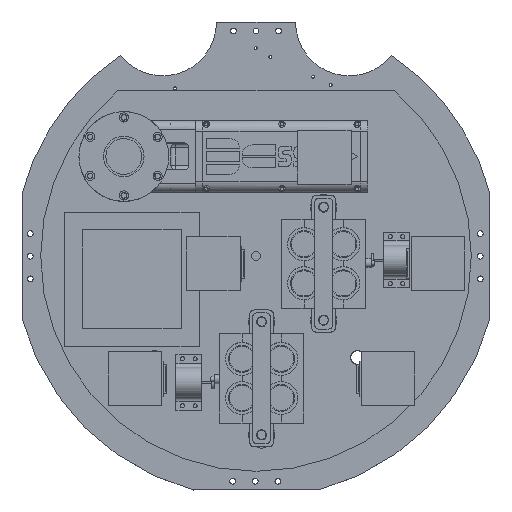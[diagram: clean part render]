
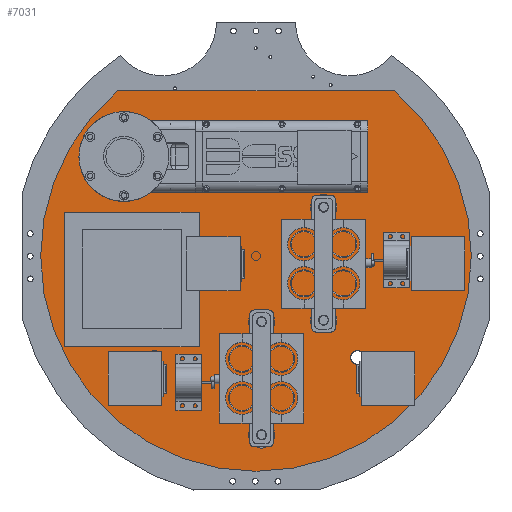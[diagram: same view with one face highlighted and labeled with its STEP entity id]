
A CAD part, top view. The second image highlights one B-rep face of the part: STEP entity #7031.
In plain terms, the highlighted planar face has unit normal (0, 0, 1).
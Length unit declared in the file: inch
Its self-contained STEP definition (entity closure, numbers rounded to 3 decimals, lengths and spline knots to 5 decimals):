
#3347=PLANE('',#20390);
#4608=LINE('',#28062,#5800);
#5800=VECTOR('',#22672,1.);
#7031=ADVANCED_FACE('',(#8662,#8663,#8664,#8665,#8666),#3347,.T.);
#8662=FACE_BOUND('',#9535,.T.);
#8663=FACE_BOUND('',#9536,.T.);
#8664=FACE_BOUND('',#9537,.T.);
#8665=FACE_BOUND('',#9538,.T.);
#8666=FACE_BOUND('',#9539,.T.);
#9535=EDGE_LOOP('',(#11201));
#9536=EDGE_LOOP('',(#11202));
#9537=EDGE_LOOP('',(#11203));
#9538=EDGE_LOOP('',(#11204));
#9539=EDGE_LOOP('',(#11205,#11206));
#11201=ORIENTED_EDGE('',*,*,#17111,.F.);
#11202=ORIENTED_EDGE('',*,*,#17112,.F.);
#11203=ORIENTED_EDGE('',*,*,#17113,.F.);
#11204=ORIENTED_EDGE('',*,*,#17114,.F.);
#11205=ORIENTED_EDGE('',*,*,#17110,.T.);
#11206=ORIENTED_EDGE('',*,*,#17107,.T.);
#15563=VERTEX_POINT('',#28056);
#15564=VERTEX_POINT('',#28058);
#15565=VERTEX_POINT('',#28065);
#15566=VERTEX_POINT('',#28067);
#15567=VERTEX_POINT('',#28069);
#15568=VERTEX_POINT('',#28071);
#17107=EDGE_CURVE('',#15564,#15563,#19326,.T.);
#17110=EDGE_CURVE('',#15563,#15564,#4608,.T.);
#17111=EDGE_CURVE('',#15565,#15565,#19327,.T.);
#17112=EDGE_CURVE('',#15566,#15566,#19328,.T.);
#17113=EDGE_CURVE('',#15567,#15567,#19329,.T.);
#17114=EDGE_CURVE('',#15568,#15568,#19330,.T.);
#19326=CIRCLE('',#20383,6.);
#19327=CIRCLE('',#20386,0.193);
#19328=CIRCLE('',#20387,0.193);
#19329=CIRCLE('',#20388,0.193);
#19330=CIRCLE('',#20389,0.193);
#20383=AXIS2_PLACEMENT_3D('',#28057,#22666,#22667);
#20386=AXIS2_PLACEMENT_3D('',#28064,#22675,#22676);
#20387=AXIS2_PLACEMENT_3D('',#28066,#22677,#22678);
#20388=AXIS2_PLACEMENT_3D('',#28068,#22679,#22680);
#20389=AXIS2_PLACEMENT_3D('',#28070,#22681,#22682);
#20390=AXIS2_PLACEMENT_3D('',#28072,#22683,#22684);
#22666=DIRECTION('',(0.,0.,1.));
#22667=DIRECTION('',(1.,0.,0.));
#22672=DIRECTION('',(-0.707,-0.707,0.));
#22675=DIRECTION('',(0.,0.,1.));
#22676=DIRECTION('',(1.,0.,0.));
#22677=DIRECTION('',(0.,0.,1.));
#22678=DIRECTION('',(1.,0.,0.));
#22679=DIRECTION('',(0.,0.,1.));
#22680=DIRECTION('',(1.,0.,0.));
#22681=DIRECTION('',(0.,0.,1.));
#22682=DIRECTION('',(1.,0.,0.));
#22683=DIRECTION('',(0.,0.,1.));
#22684=DIRECTION('',(1.,0.,0.));
#28056=CARTESIAN_POINT('',(-0.52872,5.97666,0.25));
#28057=CARTESIAN_POINT('',(0.,0.,0.25));
#28058=CARTESIAN_POINT('',(-5.97666,0.52872,0.25));
#28062=CARTESIAN_POINT('',(-3.25269,3.25269,0.25));
#28064=CARTESIAN_POINT('',(4.,0.,0.25));
#28065=CARTESIAN_POINT('',(4.193,0.,0.25));
#28066=CARTESIAN_POINT('',(0.,4.,0.25));
#28067=CARTESIAN_POINT('',(0.193,4.,0.25));
#28068=CARTESIAN_POINT('',(0.,-4.,0.25));
#28069=CARTESIAN_POINT('',(0.193,-4.,0.25));
#28070=CARTESIAN_POINT('',(-4.,0.,0.25));
#28071=CARTESIAN_POINT('',(-3.807,0.,0.25));
#28072=CARTESIAN_POINT('',(0.,0.,0.25));
